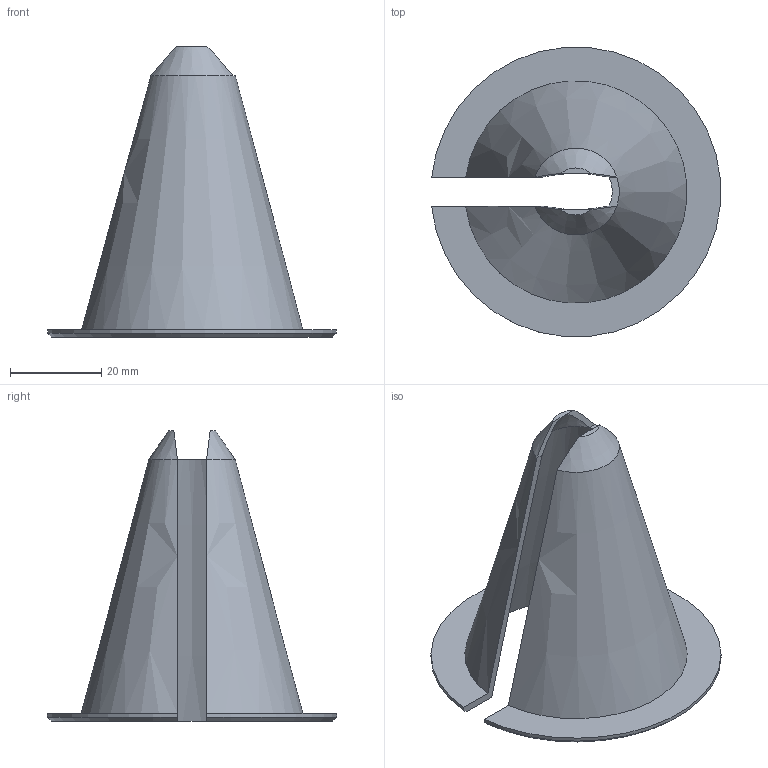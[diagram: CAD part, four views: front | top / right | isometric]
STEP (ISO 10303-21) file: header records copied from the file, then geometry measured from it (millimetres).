
FILE_DESCRIPTION(/* description */ (''),/* implementation_level */ '2;1');
FILE_NAME(/* name */ 'Aerodynamic Net Pot 2-in wide 3-in deep v4.step',/* time_stamp */ '2025-05-14T01:22:26-07:00',/* author */ (''),/* organization */ (''),/* preprocessor_version */ 'ST-DEVELOPER v20.1',/* originating_system */ 'Autodesk Translation Framework v14.4.0.0',/* authorisation */ '');
FILE_SCHEMA (('AUTOMOTIVE_DESIGN { 1 0 10303 214 3 1 1 }'));
Length unit declared in the file: inch
Products named in the file (1): Aerodynamic Net Pot 2-in wide 3-in deep
Bounding box: 63.22 x 63.3 x 63.5 mm (x, y, z)
Volume: 10867.1 mm3; surface area: 14727 mm2
Topology: 1 solids, 1 shells, 19 faces, 41 edges, 24 vertices
Faces by surface type: plane 11, cone 7, cylinder 1
Entity records: 529 total; most frequent: CARTESIAN_POINT 113, ORIENTED_EDGE 82, DIRECTION 80, EDGE_CURVE 41, AXIS2_PLACEMENT_3D 33, VERTEX_POINT 24, FACE_OUTER_BOUND 19, EDGE_LOOP 19
